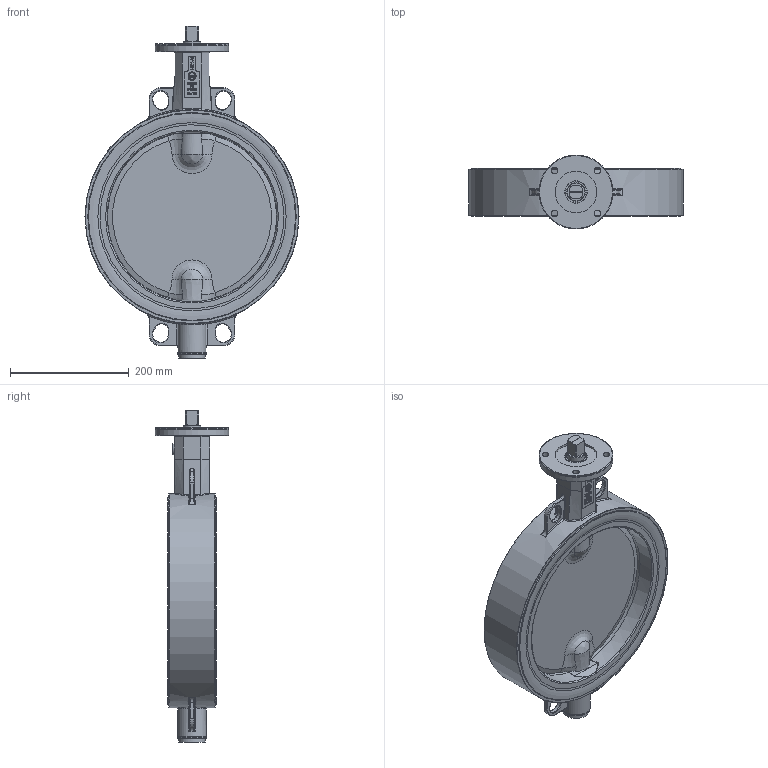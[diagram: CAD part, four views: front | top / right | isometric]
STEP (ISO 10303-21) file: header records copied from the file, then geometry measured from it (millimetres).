
FILE_DESCRIPTION((''),'2;1');
FILE_NAME('Z011-AS-DN300.stp','2007-09-27T08:21:25',('hellwig'),(''),'Autodesk Inventor 11','Autodesk Inventor 11','');
FILE_SCHEMA(('AUTOMOTIVE_DESIGN { 1 0 10303 214 1 1 1 1 }'));
Length unit declared in the file: millimetre
Products named in the file (1): Bauteil1
Bounding box: 360 x 124.4 x 558.15 mm (x, y, z)
Volume: 4404008.5 mm3; surface area: 533222.6 mm2
Topology: 1 solids, 16 shells, 1017 faces, 2599 edges, 1652 vertices
Faces by surface type: bspline 417, plane 326, cylinder 167, torus 69, cone 38
Full cylindrical faces by diameter (mm): 4 x1, 6 x1, 25.5 x6, 26 x1, 30 x12, 30.1 x3, 30.46 x2, 34 x2, 34.6 x4, 36 x2, 37.95 x1, 38 x1, 44 x1, 48 x1, 48.4 x1, 124 x1, 124.4 x1, 337 x1, 341.4 x1, 350.4 x1, 360 x1
Entity records: 52749 total; most frequent: CARTESIAN_POINT 31592, ORIENTED_EDGE 4748, DIRECTION 3388, EDGE_CURVE 2374, VERTEX_POINT 1589, EDGE_LOOP 1261, AXIS2_PLACEMENT_3D 1175, VECTOR 1038
